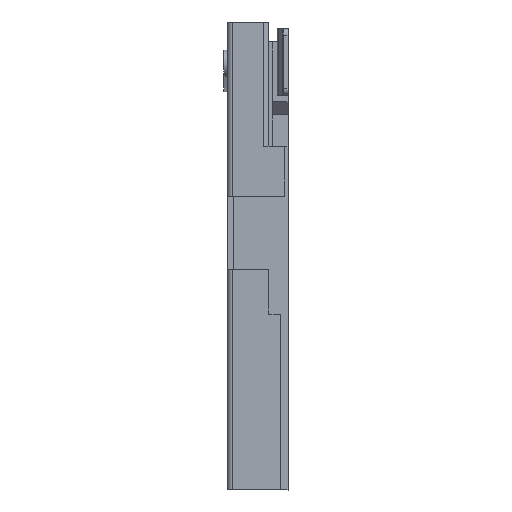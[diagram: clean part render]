
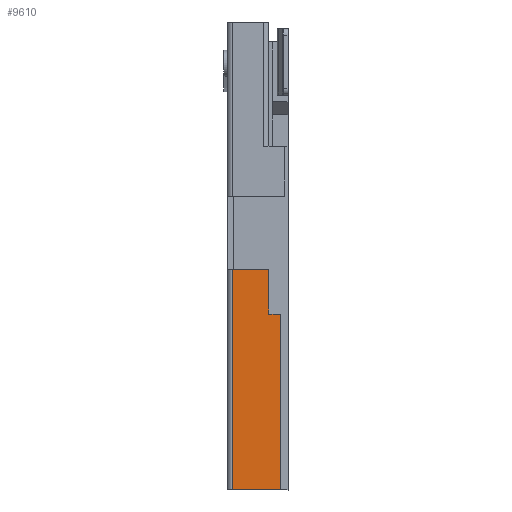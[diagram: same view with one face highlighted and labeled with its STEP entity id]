
A CAD part, left-side view. The second image highlights one B-rep face of the part: STEP entity #9610.
In plain terms, the highlighted planar face has unit normal (-1, 0, 0).
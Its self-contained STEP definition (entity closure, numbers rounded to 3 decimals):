
#432 = EDGE_CURVE ( 'NONE', #13815, #6118, #9567, .T. ) ;
#871 = ORIENTED_EDGE ( 'NONE', *, *, #9588, .T. ) ;
#876 = LINE ( 'NONE', #5483, #14788 ) ;
#1357 = EDGE_CURVE ( 'NONE', #9158, #13815, #4031, .T. ) ;
#1826 = CARTESIAN_POINT ( 'NONE',  ( -6.8, 0.23, -8.619 ) ) ;
#2033 = DIRECTION ( 'NONE',  ( 0., 0., 1. ) ) ;
#2272 = VERTEX_POINT ( 'NONE', #18478 ) ;
#2663 = VECTOR ( 'NONE', #4385, 1000. ) ;
#3153 = CARTESIAN_POINT ( 'NONE',  ( -6.8, 0.58, -7.269 ) ) ;
#3243 = VERTEX_POINT ( 'NONE', #3153 ) ;
#3449 = AXIS2_PLACEMENT_3D ( 'NONE', #9220, #19550, #12653 ) ;
#3669 = LINE ( 'NONE', #15773, #12384 ) ;
#4031 = LINE ( 'NONE', #14289, #13043 ) ;
#4066 = CARTESIAN_POINT ( 'NONE',  ( -6.8, 1.68, -7.269 ) ) ;
#4378 = DIRECTION ( 'NONE',  ( 0., 1., 0. ) ) ;
#4385 = DIRECTION ( 'NONE',  ( 0., -1., 0. ) ) ;
#5290 = DIRECTION ( 'NONE',  ( 0., 0., -1. ) ) ;
#5483 = CARTESIAN_POINT ( 'NONE',  ( -6.8, 0.58, -7.084 ) ) ;
#5762 = EDGE_CURVE ( 'NONE', #2272, #9158, #18223, .T. ) ;
#6118 = VERTEX_POINT ( 'NONE', #20252 ) ;
#7366 = DIRECTION ( 'NONE',  ( 0., 0., 1. ) ) ;
#8538 = CARTESIAN_POINT ( 'NONE',  ( -6.8, 1.889, -13.919 ) ) ;
#8615 = DIRECTION ( 'NONE',  ( 0., -1., 0. ) ) ;
#9158 = VERTEX_POINT ( 'NONE', #13053 ) ;
#9220 = CARTESIAN_POINT ( 'NONE',  ( -6.8, 1.889, -7.084 ) ) ;
#9567 = LINE ( 'NONE', #18382, #10940 ) ;
#9588 = EDGE_CURVE ( 'NONE', #6118, #3243, #876, .T. ) ;
#9610 = ADVANCED_FACE ( 'NONE', ( #17263 ), #12581, .T. ) ;
#10833 = ORIENTED_EDGE ( 'NONE', *, *, #432, .T. ) ;
#10894 = EDGE_CURVE ( 'NONE', #14781, #3243, #18198, .T. ) ;
#10940 = VECTOR ( 'NONE', #4378, 1000. ) ;
#12384 = VECTOR ( 'NONE', #5290, 1000. ) ;
#12581 = PLANE ( 'NONE',  #3449 ) ;
#12653 = DIRECTION ( 'NONE',  ( 0., 1., 0. ) ) ;
#13043 = VECTOR ( 'NONE', #2033, 1000. ) ;
#13053 = CARTESIAN_POINT ( 'NONE',  ( -6.8, 0.23, -13.919 ) ) ;
#13815 = VERTEX_POINT ( 'NONE', #1826 ) ;
#14289 = CARTESIAN_POINT ( 'NONE',  ( -6.8, 0.23, -7.084 ) ) ;
#14781 = VERTEX_POINT ( 'NONE', #4066 ) ;
#14788 = VECTOR ( 'NONE', #7366, 1000. ) ;
#15773 = CARTESIAN_POINT ( 'NONE',  ( -6.8, 1.68, -7.084 ) ) ;
#16444 = EDGE_LOOP ( 'NONE', ( #19423, #21821, #22312, #17505, #10833, #871 ) ) ;
#16923 = EDGE_CURVE ( 'NONE', #14781, #2272, #3669, .T. ) ;
#17263 = FACE_OUTER_BOUND ( 'NONE', #16444, .T. ) ;
#17505 = ORIENTED_EDGE ( 'NONE', *, *, #1357, .T. ) ;
#18198 = LINE ( 'NONE', #21745, #2663 ) ;
#18223 = LINE ( 'NONE', #8538, #20941 ) ;
#18382 = CARTESIAN_POINT ( 'NONE',  ( -6.8, 1.889, -8.619 ) ) ;
#18478 = CARTESIAN_POINT ( 'NONE',  ( -6.8, 1.68, -13.919 ) ) ;
#19423 = ORIENTED_EDGE ( 'NONE', *, *, #10894, .F. ) ;
#19550 = DIRECTION ( 'NONE',  ( -1., 0., 0. ) ) ;
#20252 = CARTESIAN_POINT ( 'NONE',  ( -6.8, 0.58, -8.619 ) ) ;
#20941 = VECTOR ( 'NONE', #8615, 1000. ) ;
#21745 = CARTESIAN_POINT ( 'NONE',  ( -6.8, 1.88, -7.269 ) ) ;
#21821 = ORIENTED_EDGE ( 'NONE', *, *, #16923, .T. ) ;
#22312 = ORIENTED_EDGE ( 'NONE', *, *, #5762, .T. ) ;
